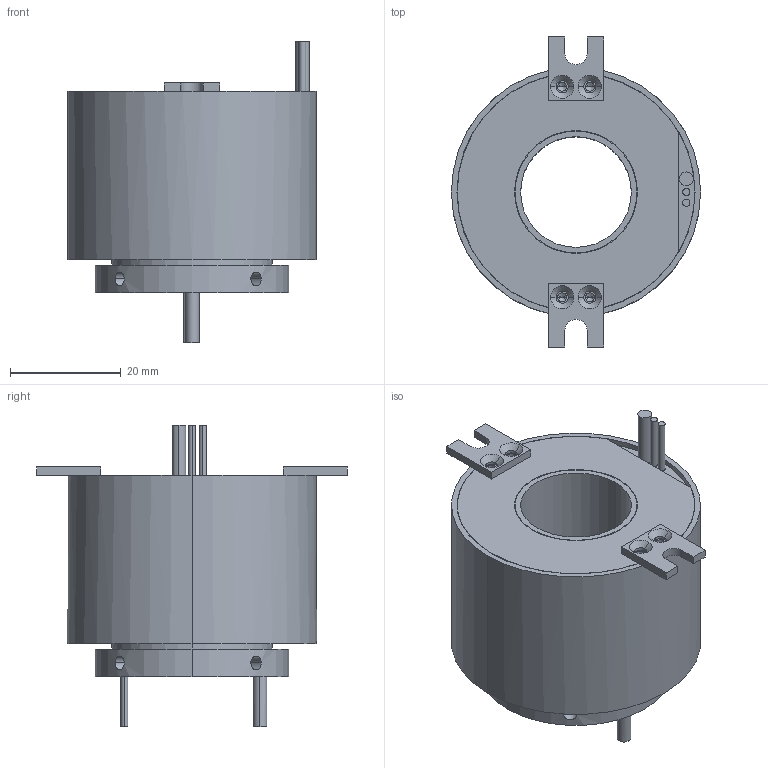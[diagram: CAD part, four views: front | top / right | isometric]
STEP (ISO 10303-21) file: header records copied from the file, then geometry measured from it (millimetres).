
FILE_DESCRIPTION (( 'STEP AP203' ), '1' );
FILE_NAME ('GT2045-P0205-S02.STEP', '2020-07-10T02:39:25', ( '微软用户' ), ( '微软中国' ), 'SwSTEP 2.0', 'SolidWorks 2014', '' );
FILE_SCHEMA (( 'CONFIG_CONTROL_DESIGN' ));
Length unit declared in the file: millimetre
Products named in the file (1): GT2045-P0205-S02
Bounding box: 45 x 56 x 54.4 mm (x, y, z)
Volume: 42454.6 mm3; surface area: 13288.4 mm2
Topology: 1 solids, 1 shells, 132 faces, 320 edges, 200 vertices
Faces by surface type: cylinder 64, plane 52, cone 16
Entity records: 4199 total; most frequent: CARTESIAN_POINT 949, DIRECTION 700, ORIENTED_EDGE 624, EDGE_CURVE 312, AXIS2_PLACEMENT_3D 271, VERTEX_POINT 200, EDGE_LOOP 164, LINE 158
